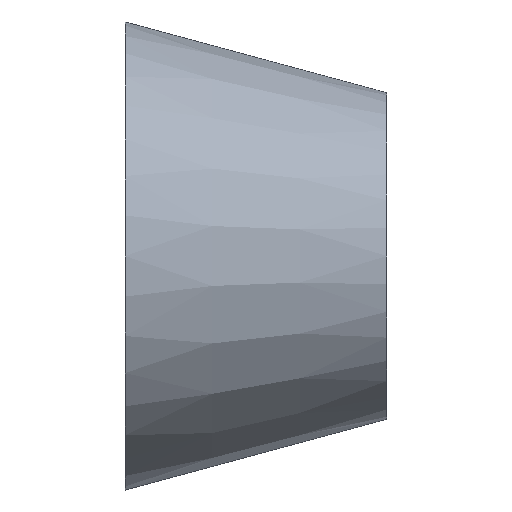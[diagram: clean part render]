
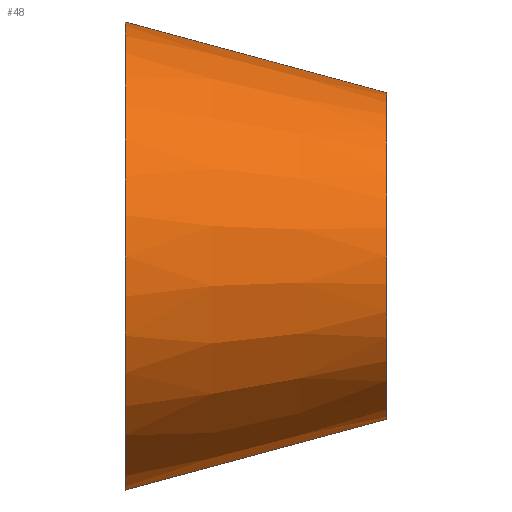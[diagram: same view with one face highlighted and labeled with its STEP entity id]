
A CAD part, front view. The second image highlights one B-rep face of the part: STEP entity #48.
In plain terms, the highlighted conical face has half-angle 15.129 degrees and reference radius 16.85 mm.
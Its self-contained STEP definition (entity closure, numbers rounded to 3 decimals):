
#3 = EDGE_CURVE ( 'NONE', #39, #113, #149, .T. ) ;
#5 = CARTESIAN_POINT ( 'NONE',  ( 27., 0., -16.85 ) ) ;
#6 = CARTESIAN_POINT ( 'NONE',  ( 27., 0., 16.85 ) ) ;
#16 = VECTOR ( 'NONE', #145, 1000. ) ;
#20 = DIRECTION ( 'NONE',  ( 1., 0., 0. ) ) ;
#34 = AXIS2_PLACEMENT_3D ( 'NONE', #81, #20, #157 ) ;
#39 = VERTEX_POINT ( 'NONE', #102 ) ;
#48 = ADVANCED_FACE ( 'NONE', ( #98 ), #175, .T. ) ;
#59 = DIRECTION ( 'NONE',  ( 0., 0., 1. ) ) ;
#61 = AXIS2_PLACEMENT_3D ( 'NONE', #193, #179, #59 ) ;
#62 = CARTESIAN_POINT ( 'NONE',  ( 0., 0., -24.15 ) ) ;
#72 = ORIENTED_EDGE ( 'NONE', *, *, #142, .T. ) ;
#81 = CARTESIAN_POINT ( 'NONE',  ( 0., 0., 0. ) ) ;
#94 = ORIENTED_EDGE ( 'NONE', *, *, #122, .F. ) ;
#96 = AXIS2_PLACEMENT_3D ( 'NONE', #173, #116, #247 ) ;
#98 = FACE_OUTER_BOUND ( 'NONE', #117, .T. ) ;
#102 = CARTESIAN_POINT ( 'NONE',  ( 0., 0., 24.15 ) ) ;
#105 = DIRECTION ( 'NONE',  ( -0.965, 0., 0.261 ) ) ;
#113 = VERTEX_POINT ( 'NONE', #62 ) ;
#116 = DIRECTION ( 'NONE',  ( 1., 0., 0. ) ) ;
#117 = EDGE_LOOP ( 'NONE', ( #213, #94, #72, #152 ) ) ;
#122 = EDGE_CURVE ( 'NONE', #223, #153, #168, .T. ) ;
#124 = LINE ( 'NONE', #164, #128 ) ;
#127 = CARTESIAN_POINT ( 'NONE',  ( 27., 0., -16.85 ) ) ;
#128 = VECTOR ( 'NONE', #105, 1000. ) ;
#142 = EDGE_CURVE ( 'NONE', #223, #39, #124, .T. ) ;
#145 = DIRECTION ( 'NONE',  ( -0.965, 0., -0.261 ) ) ;
#149 = CIRCLE ( 'NONE', #34, 24.15 ) ;
#152 = ORIENTED_EDGE ( 'NONE', *, *, #3, .T. ) ;
#153 = VERTEX_POINT ( 'NONE', #127 ) ;
#157 = DIRECTION ( 'NONE',  ( 0., 0., -1. ) ) ;
#164 = CARTESIAN_POINT ( 'NONE',  ( 27., 0., 16.85 ) ) ;
#166 = EDGE_CURVE ( 'NONE', #153, #113, #182, .T. ) ;
#168 = CIRCLE ( 'NONE', #96, 16.85 ) ;
#173 = CARTESIAN_POINT ( 'NONE',  ( 27., 0., 0. ) ) ;
#175 = CONICAL_SURFACE ( 'NONE', #61, 16.85, 0.264 ) ;
#179 = DIRECTION ( 'NONE',  ( -1., 0., 0. ) ) ;
#182 = LINE ( 'NONE', #5, #16 ) ;
#193 = CARTESIAN_POINT ( 'NONE',  ( 27., 0., 0. ) ) ;
#213 = ORIENTED_EDGE ( 'NONE', *, *, #166, .F. ) ;
#223 = VERTEX_POINT ( 'NONE', #6 ) ;
#247 = DIRECTION ( 'NONE',  ( 0., 0., -1. ) ) ;
